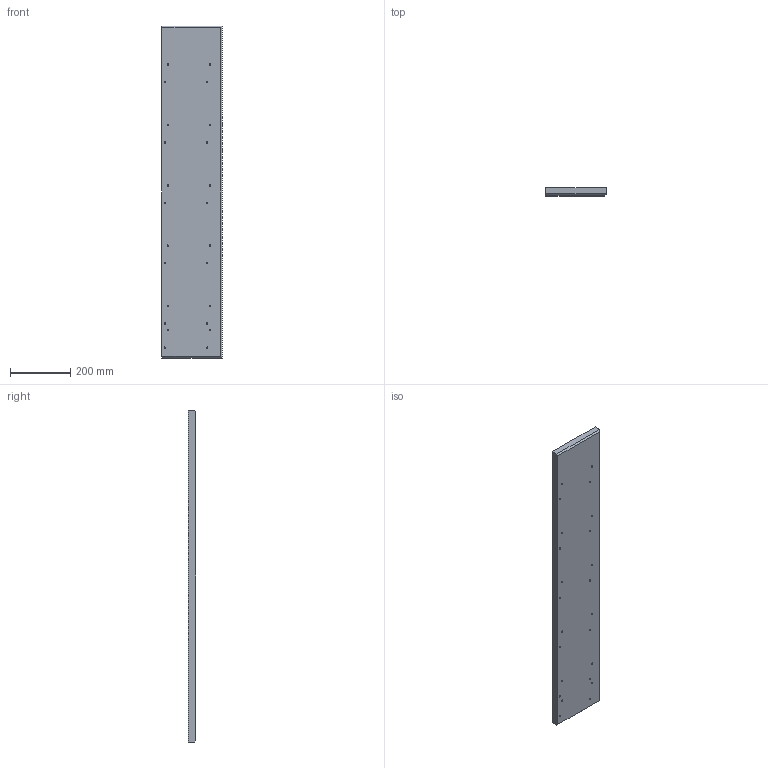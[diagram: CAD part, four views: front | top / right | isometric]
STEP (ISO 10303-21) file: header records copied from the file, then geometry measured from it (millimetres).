
FILE_DESCRIPTION(/* description */ (''),/* implementation_level */ '2;1');
FILE_NAME(/* name */ 'part_desk_2.stp',/* time_stamp */ '2020-07-03T18:24:37+01:00',/* author */ ('romanp'),/* organization */ (''),/* preprocessor_version */ 'ST-DEVELOPER v17',/* originating_system */ 'Autodesk Inventor 2019',/* authorisation */ '');
FILE_SCHEMA (('AUTOMOTIVE_DESIGN { 1 0 10303 214 3 1 1 }'));
Length unit declared in the file: millimetre
Products named in the file (1): deska ABB v3
Bounding box: 200 x 25 x 1100 mm (x, y, z)
Volume: 5439332.1 mm3; surface area: 523173.9 mm2
Topology: 1 solids, 1 shells, 89 faces, 311 edges, 224 vertices
Faces by surface type: cylinder 52, cone 28, plane 9
Full cylindrical faces by diameter (mm): 4.917 x24, 8.376 x28
Entity records: 3524 total; most frequent: DIRECTION 647, CARTESIAN_POINT 597, ORIENTED_EDGE 566, EDGE_CURVE 283, AXIS2_PLACEMENT_3D 274, VERTEX_POINT 224, CIRCLE 184, EDGE_LOOP 165
